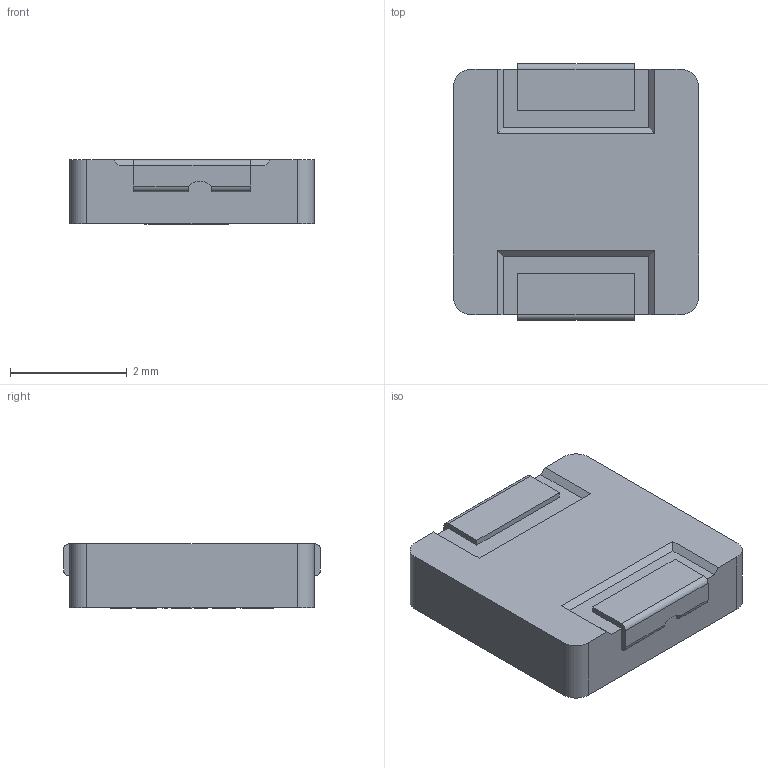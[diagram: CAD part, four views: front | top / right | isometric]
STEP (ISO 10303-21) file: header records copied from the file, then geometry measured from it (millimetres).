
FILE_DESCRIPTION(/* description */ (''),/* implementation_level */ '2;1');
FILE_NAME(/* name */ 'TMPC0412HP-Series',/* time_stamp */ '2014-01-21T08:45:09+08:00',/* author */ (''),/* organization */ (''),/* preprocessor_version */ 'ST-DEVELOPER v9',/* originating_system */ 'UGS - NX 4.0',/* authorisation */ '');
FILE_SCHEMA (('CONFIG_CONTROL_DESIGN'));
Length unit declared in the file: millimetre
Products named in the file (1): Admi1682q5oq
Bounding box: 4.2 x 4.4 x 1.1 mm (x, y, z)
Volume: 20.7 mm3; surface area: 90.7 mm2
Topology: 12 solids, 12 shells, 219 faces, 569 edges, 374 vertices
Faces by surface type: plane 121, extrusion 61, cylinder 34, bspline 3
Entity records: 7618 total; most frequent: CARTESIAN_POINT 2588, ORIENTED_EDGE 1128, DIRECTION 785, EDGE_CURVE 564, VERTEX_POINT 372, VECTOR 333, B_SPLINE_CURVE_WITH_KNOTS 281, LINE 272
